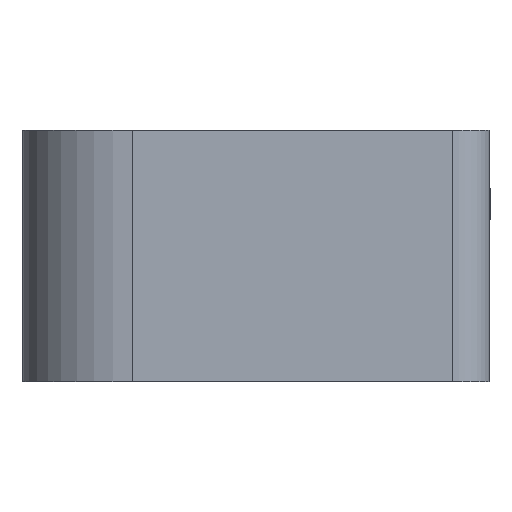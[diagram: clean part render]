
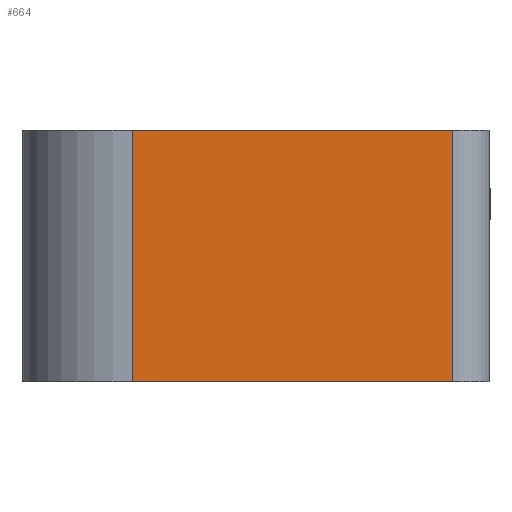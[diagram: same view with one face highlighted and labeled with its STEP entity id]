
A CAD part, left-side view. The second image highlights one B-rep face of the part: STEP entity #664.
In plain terms, the highlighted planar face has unit normal (-1, 0, 0).
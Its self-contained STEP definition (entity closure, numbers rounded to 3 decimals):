
#89 = CARTESIAN_POINT ( 'NONE',  ( -38.75, 3.937, 0. ) ) ;
#100 = VECTOR ( 'NONE', #825, 1000. ) ;
#116 = VECTOR ( 'NONE', #176, 1000. ) ;
#125 = LINE ( 'NONE', #320, #116 ) ;
#152 = LINE ( 'NONE', #833, #100 ) ;
#157 = VECTOR ( 'NONE', #342, 1000. ) ;
#163 = LINE ( 'NONE', #347, #157 ) ;
#176 = DIRECTION ( 'NONE',  ( 0., -1., 0. ) ) ;
#183 = FACE_OUTER_BOUND ( 'NONE', #417, .T. ) ;
#307 = CARTESIAN_POINT ( 'NONE',  ( -38.75, 3.937, 8. ) ) ;
#308 = EDGE_CURVE ( 'NONE', #637, #787, #318, .T. ) ;
#312 = VECTOR ( 'NONE', #369, 1000. ) ;
#318 = LINE ( 'NONE', #367, #312 ) ;
#320 = CARTESIAN_POINT ( 'NONE',  ( -38.75, -7.437, 0. ) ) ;
#342 = DIRECTION ( 'NONE',  ( 0., 0., -1. ) ) ;
#347 = CARTESIAN_POINT ( 'NONE',  ( -38.75, 3.937, 8. ) ) ;
#367 = CARTESIAN_POINT ( 'NONE',  ( -38.75, -6.237, 8. ) ) ;
#369 = DIRECTION ( 'NONE',  ( 0., 0., 1. ) ) ;
#417 = EDGE_LOOP ( 'NONE', ( #481, #749, #722, #720 ) ) ;
#428 = AXIS2_PLACEMENT_3D ( 'NONE', #615, #530, #523 ) ;
#480 = VERTEX_POINT ( 'NONE', #89 ) ;
#481 = ORIENTED_EDGE ( 'NONE', *, *, #828, .T. ) ;
#508 = VERTEX_POINT ( 'NONE', #307 ) ;
#523 = DIRECTION ( 'NONE',  ( 0., 0., -1. ) ) ;
#530 = DIRECTION ( 'NONE',  ( 1., 0., 0. ) ) ;
#543 = PLANE ( 'NONE',  #428 ) ;
#615 = CARTESIAN_POINT ( 'NONE',  ( -38.75, -7.437, 8. ) ) ;
#637 = VERTEX_POINT ( 'NONE', #859 ) ;
#664 = ADVANCED_FACE ( 'NONE', ( #183 ), #543, .F. ) ;
#695 = EDGE_CURVE ( 'NONE', #508, #480, #163, .T. ) ;
#720 = ORIENTED_EDGE ( 'NONE', *, *, #695, .T. ) ;
#722 = ORIENTED_EDGE ( 'NONE', *, *, #854, .F. ) ;
#749 = ORIENTED_EDGE ( 'NONE', *, *, #308, .T. ) ;
#787 = VERTEX_POINT ( 'NONE', #807 ) ;
#807 = CARTESIAN_POINT ( 'NONE',  ( -38.75, -6.237, 8. ) ) ;
#825 = DIRECTION ( 'NONE',  ( 0., -1., 0. ) ) ;
#828 = EDGE_CURVE ( 'NONE', #480, #637, #125, .T. ) ;
#833 = CARTESIAN_POINT ( 'NONE',  ( -38.75, -7.437, 8. ) ) ;
#854 = EDGE_CURVE ( 'NONE', #508, #787, #152, .T. ) ;
#859 = CARTESIAN_POINT ( 'NONE',  ( -38.75, -6.237, 0. ) ) ;
